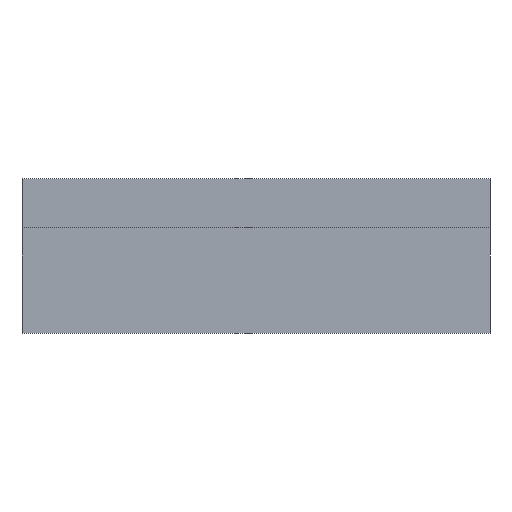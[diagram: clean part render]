
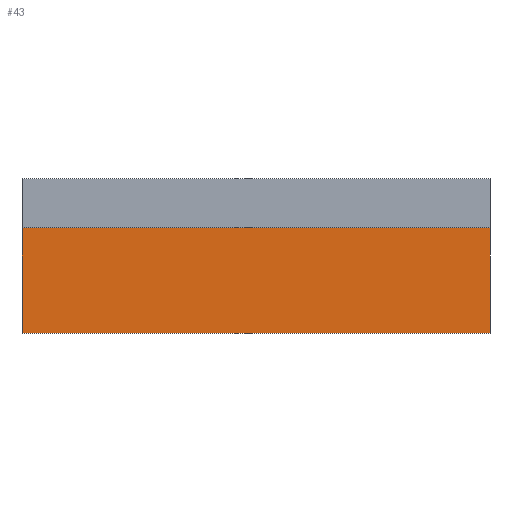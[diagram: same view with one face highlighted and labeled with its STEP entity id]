
A CAD part, left-side view. The second image highlights one B-rep face of the part: STEP entity #43.
In plain terms, the highlighted planar face has unit normal (-1, 0, -0.007).
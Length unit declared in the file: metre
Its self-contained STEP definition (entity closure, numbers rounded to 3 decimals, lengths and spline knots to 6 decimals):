
#43 = ADVANCED_FACE( '', ( #83 ), #84, .T. );
#83 = FACE_OUTER_BOUND( '', #117, .T. );
#84 = PLANE( '', #118 );
#117 = EDGE_LOOP( '', ( #173, #174, #175, #176 ) );
#118 = AXIS2_PLACEMENT_3D( '', #177, #178, #179 );
#173 = ORIENTED_EDGE( '', *, *, #226, .F. );
#174 = ORIENTED_EDGE( '', *, *, #229, .F. );
#175 = ORIENTED_EDGE( '', *, *, #230, .F. );
#176 = ORIENTED_EDGE( '', *, *, #222, .F. );
#177 = CARTESIAN_POINT( '', ( 0.097561, 0., 0.008941 ) );
#178 = DIRECTION( '', ( -1., 0., -0.007 ) );
#179 = DIRECTION( '', ( 0., 1., 0. ) );
#222 = EDGE_CURVE( '', #259, #261, #262, .T. );
#226 = EDGE_CURVE( '', #266, #259, #268, .T. );
#229 = EDGE_CURVE( '', #271, #266, #272, .T. );
#230 = EDGE_CURVE( '', #261, #271, #273, .T. );
#259 = VERTEX_POINT( '', #313 );
#261 = VERTEX_POINT( '', #316 );
#262 = LINE( '', #317, #318 );
#266 = VERTEX_POINT( '', #323 );
#268 = LINE( '', #326, #327 );
#271 = VERTEX_POINT( '', #331 );
#272 = LINE( '', #332, #333 );
#273 = LINE( '', #334, #335 );
#313 = CARTESIAN_POINT( '', ( 0.097561, 0.017221, 0.008941 ) );
#316 = CARTESIAN_POINT( '', ( 0.097561, -0.016713, 0.008941 ) );
#317 = CARTESIAN_POINT( '', ( 0.097561, -0.016713, 0.008941 ) );
#318 = VECTOR( '', #357, 1. );
#323 = CARTESIAN_POINT( '', ( 0.097612, 0.017221, 0.001321 ) );
#326 = CARTESIAN_POINT( '', ( 0.097612, 0.017221, 0.001318 ) );
#327 = VECTOR( '', #360, 1. );
#331 = CARTESIAN_POINT( '', ( 0.097612, -0.016713, 0.001321 ) );
#332 = CARTESIAN_POINT( '', ( 0.097612, 0.017221, 0.001321 ) );
#333 = VECTOR( '', #362, 1. );
#334 = CARTESIAN_POINT( '', ( 0.097612, -0.016713, 0.001318 ) );
#335 = VECTOR( '', #363, 1. );
#357 = DIRECTION( '', ( 0., -1., 0. ) );
#360 = DIRECTION( '', ( -0.007, 0., 1. ) );
#362 = DIRECTION( '', ( 0., 1., 0. ) );
#363 = DIRECTION( '', ( 0.007, 0., -1. ) );
